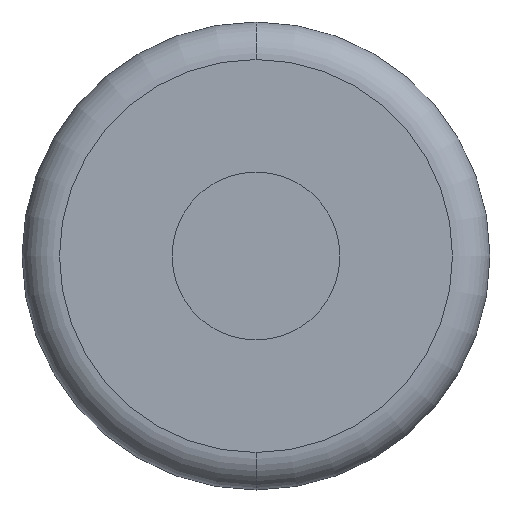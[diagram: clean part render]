
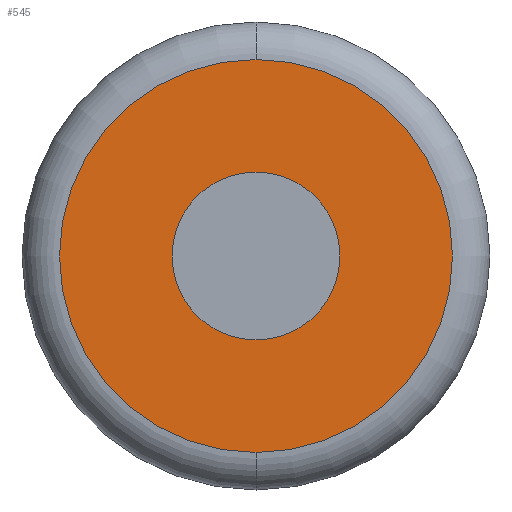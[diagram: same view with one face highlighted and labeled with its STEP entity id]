
A CAD part, front view. The second image highlights one B-rep face of the part: STEP entity #545.
In plain terms, the highlighted planar face has unit normal (0, -1, 0).
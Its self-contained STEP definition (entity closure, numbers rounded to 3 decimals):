
#8 = EDGE_CURVE ( 'NONE', #141, #154, #560, .T. ) ;
#16 = EDGE_CURVE ( 'NONE', #154, #141, #567, .T. ) ;
#20 = EDGE_CURVE ( 'NONE', #133, #135, #573, .T. ) ;
#56 = EDGE_CURVE ( 'NONE', #135, #133, #287, .T. ) ;
#78 = DIRECTION ( 'NONE',  ( 0., 0., -1. ) ) ;
#81 = DIRECTION ( 'NONE',  ( 0., -1., 0. ) ) ;
#89 = EDGE_LOOP ( 'NONE', ( #491, #499 ) ) ;
#94 = CARTESIAN_POINT ( 'NONE',  ( 0., 0.061, 0. ) ) ;
#133 = VERTEX_POINT ( 'NONE', #369 ) ;
#135 = VERTEX_POINT ( 'NONE', #359 ) ;
#141 = VERTEX_POINT ( 'NONE', #370 ) ;
#151 = DIRECTION ( 'NONE',  ( 0., -1., 0. ) ) ;
#152 = CARTESIAN_POINT ( 'NONE',  ( 0., 0.061, 0. ) ) ;
#154 = VERTEX_POINT ( 'NONE', #358 ) ;
#173 = CARTESIAN_POINT ( 'NONE',  ( 0., 0.061, 0. ) ) ;
#197 = DIRECTION ( 'NONE',  ( 0., 0., -1. ) ) ;
#219 = EDGE_LOOP ( 'NONE', ( #506, #511 ) ) ;
#249 = DIRECTION ( 'NONE',  ( 0., -1., 0. ) ) ;
#258 = DIRECTION ( 'NONE',  ( 0., 0., -1. ) ) ;
#276 = AXIS2_PLACEMENT_3D ( 'NONE', #424, #425, #465 ) ;
#287 = CIRCLE ( 'NONE', #322, 1.12 ) ;
#322 = AXIS2_PLACEMENT_3D ( 'NONE', #420, #419, #418 ) ;
#358 = CARTESIAN_POINT ( 'NONE',  ( 0., 0.061, -2.62 ) ) ;
#359 = CARTESIAN_POINT ( 'NONE',  ( 0., 0.061, -1.12 ) ) ;
#369 = CARTESIAN_POINT ( 'NONE',  ( 0., 0.061, 1.12 ) ) ;
#370 = CARTESIAN_POINT ( 'NONE',  ( 0., 0.061, 2.62 ) ) ;
#393 = FACE_BOUND ( 'NONE', #89, .T. ) ;
#395 = PLANE ( 'NONE',  #276 ) ;
#413 = FACE_OUTER_BOUND ( 'NONE', #219, .T. ) ;
#418 = DIRECTION ( 'NONE',  ( 0., 0., -1. ) ) ;
#419 = DIRECTION ( 'NONE',  ( 0., -1., 0. ) ) ;
#420 = CARTESIAN_POINT ( 'NONE',  ( 0., 0.061, 0. ) ) ;
#424 = CARTESIAN_POINT ( 'NONE',  ( 1.12, 0.061, 0. ) ) ;
#425 = DIRECTION ( 'NONE',  ( 0., -1., 0. ) ) ;
#465 = DIRECTION ( 'NONE',  ( 0., 0., -1. ) ) ;
#491 = ORIENTED_EDGE ( 'NONE', *, *, #56, .F. ) ;
#499 = ORIENTED_EDGE ( 'NONE', *, *, #20, .F. ) ;
#506 = ORIENTED_EDGE ( 'NONE', *, *, #16, .T. ) ;
#511 = ORIENTED_EDGE ( 'NONE', *, *, #8, .T. ) ;
#545 = ADVANCED_FACE ( 'NONE', ( #413, #393 ), #395, .T. ) ;
#560 = CIRCLE ( 'NONE', #588, 2.62 ) ;
#567 = CIRCLE ( 'NONE', #572, 2.62 ) ;
#572 = AXIS2_PLACEMENT_3D ( 'NONE', #152, #151, #197 ) ;
#573 = CIRCLE ( 'NONE', #575, 1.12 ) ;
#575 = AXIS2_PLACEMENT_3D ( 'NONE', #94, #81, #78 ) ;
#588 = AXIS2_PLACEMENT_3D ( 'NONE', #173, #249, #258 ) ;
